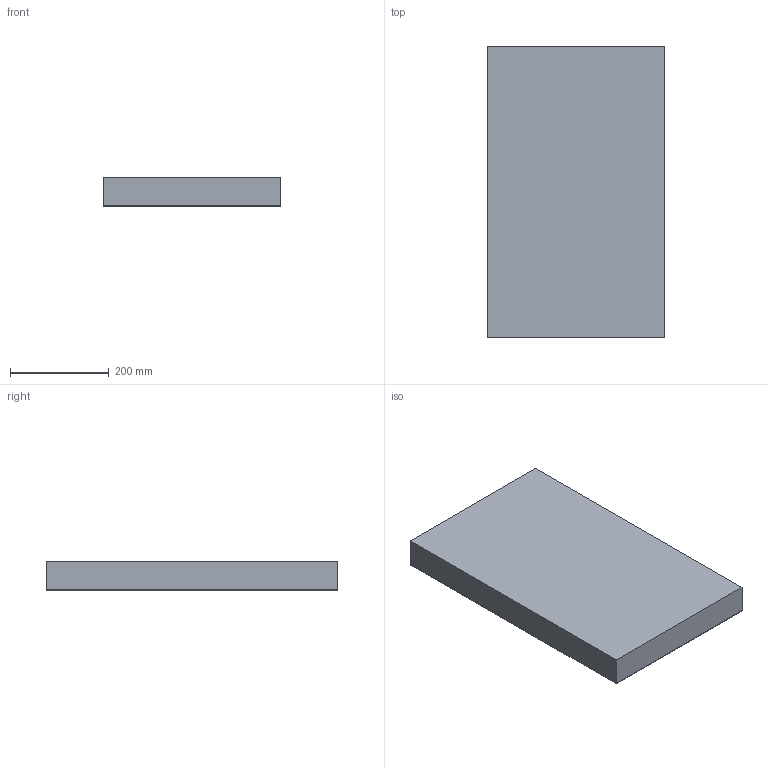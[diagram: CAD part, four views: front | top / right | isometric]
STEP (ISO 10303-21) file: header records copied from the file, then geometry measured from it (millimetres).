
FILE_DESCRIPTION (( 'STEP AP214' ), '1' );
FILE_NAME ('41550979.STEP', '2020-09-30T05:17:40', ( '' ), ( '' ), 'SwSTEP 2.0', 'SolidWorks 2020', '' );
FILE_SCHEMA (( 'AUTOMOTIVE_DESIGN' ));
Length unit declared in the file: millimetre
Products named in the file (2): Planungsmodell_Gehaeuse-+-41.550.979-01; 41550979
Assembly tree (1 placements, depth 2):
  41550979
    Planungsmodell_Gehaeuse-+-41.550.979-01
Bounding box: 360 x 590 x 60 mm (x, y, z)
Volume: 12737055.9 mm3; surface area: 539405.1 mm2
Topology: 1 solids, 1 shells, 460 faces, 920 edges, 612 vertices
Faces by surface type: cylinder 304, plane 156
Entity records: 12318 total; most frequent: DIRECTION 2444, CARTESIAN_POINT 2008, ORIENTED_EDGE 1840, AXIS2_PLACEMENT_3D 1064, EDGE_CURVE 920, VERTEX_POINT 612, EDGE_LOOP 610, CIRCLE 600
